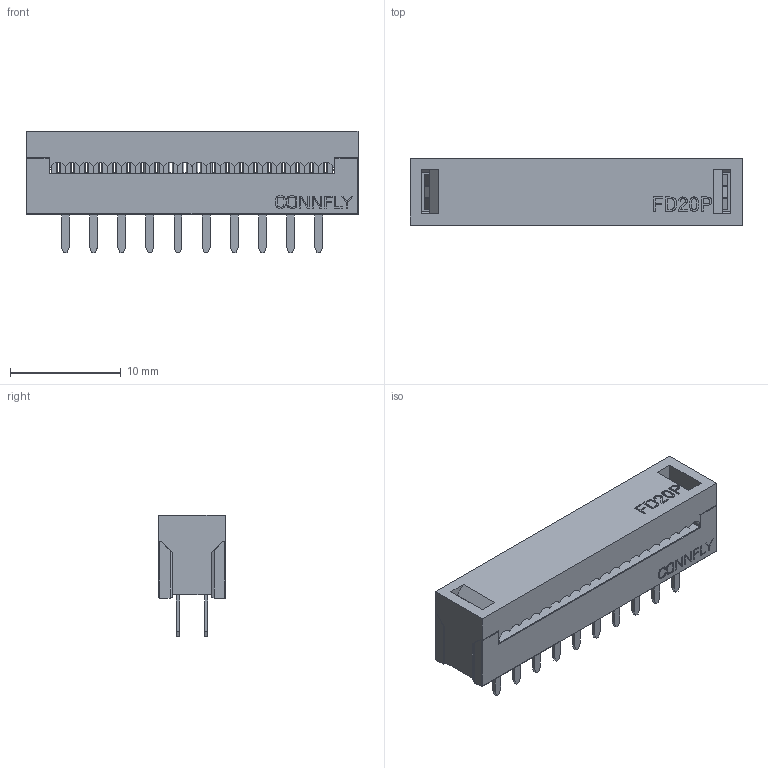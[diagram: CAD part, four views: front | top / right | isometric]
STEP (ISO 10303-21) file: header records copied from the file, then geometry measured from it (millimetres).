
FILE_DESCRIPTION (( 'STEP AP214' ), '1' );
FILE_NAME ('FDC-20 ( DS1018-2.54-20 ).STEP', '2017-04-09T23:49:00', ( 'SIG' ), ( '' ), 'SwSTEP 2.0', 'SolidWorks 2014', '' );
FILE_SCHEMA (( 'AUTOMOTIVE_DESIGN' ));
Length unit declared in the file: millimetre
Products named in the file (5): FDC-20 ( DS1018-2.54-20S ); FDC-20 ( DS1018-2.54-20 ); FDC-20 ( DS1018-2.54-20L )
Assembly tree (2 placements, depth 2):
  FDC-20 ( DS1018-2.54-20S )
  FDC-20 ( DS1018-2.54-20 )
    FDC-20 ( DS1018-2.54-20S )
    FDC-20 ( DS1018-2.54-20L )
  FDC-20 ( DS1018-2.54-20L )
Bounding box: 29.96 x 6.02 x 11 mm (x, y, z)
Volume: 1084.8 mm3; surface area: 1877.7 mm2
Topology: 2 solids, 2 shells, 912 faces, 2380 edges, 1551 vertices
Faces by surface type: plane 796, cylinder 60, bspline 56
Entity records: 37415 total; most frequent: CARTESIAN_POINT 8333, ORIENTED_EDGE 4760, DIRECTION 4053, EDGE_CURVE 2380, LINE 2167, VECTOR 2167, VERTEX_POINT 1551, EDGE_LOOP 995
